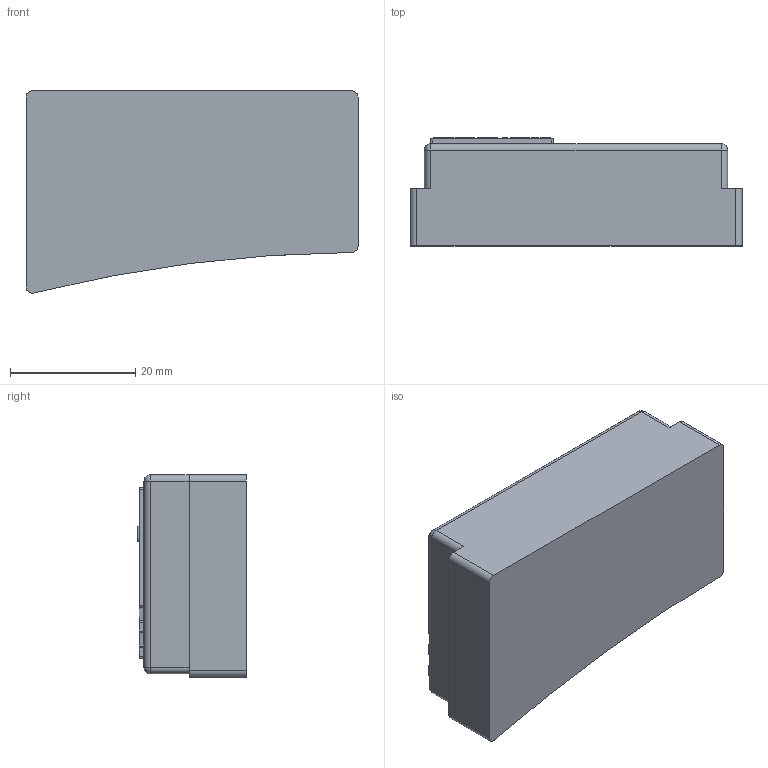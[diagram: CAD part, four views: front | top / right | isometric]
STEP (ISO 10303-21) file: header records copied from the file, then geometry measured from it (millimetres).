
FILE_DESCRIPTION (( 'STEP AP214' ), '1' );
FILE_NAME ('IGS CFW100-IOAR.STEP', '2019-10-07T13:58:50', ( '' ), ( '' ), 'SwSTEP 2.0', 'SolidWorks 2017', '' );
FILE_SCHEMA (( 'AUTOMOTIVE_DESIGN' ));
Length unit declared in the file: inch
Products named in the file (1): IGS CFW100-IOAR
Bounding box: 53 x 17.27 x 32.31 mm (x, y, z)
Volume: 23575.9 mm3; surface area: 5636.7 mm2
Topology: 1 solids, 1 shells, 145 faces, 391 edges, 252 vertices
Faces by surface type: plane 83, cylinder 48, bspline 10, sphere 4
Entity records: 4750 total; most frequent: CARTESIAN_POINT 1082, ORIENTED_EDGE 774, DIRECTION 734, EDGE_CURVE 387, VECTOR 262, LINE 262, VERTEX_POINT 252, AXIS2_PLACEMENT_3D 236
